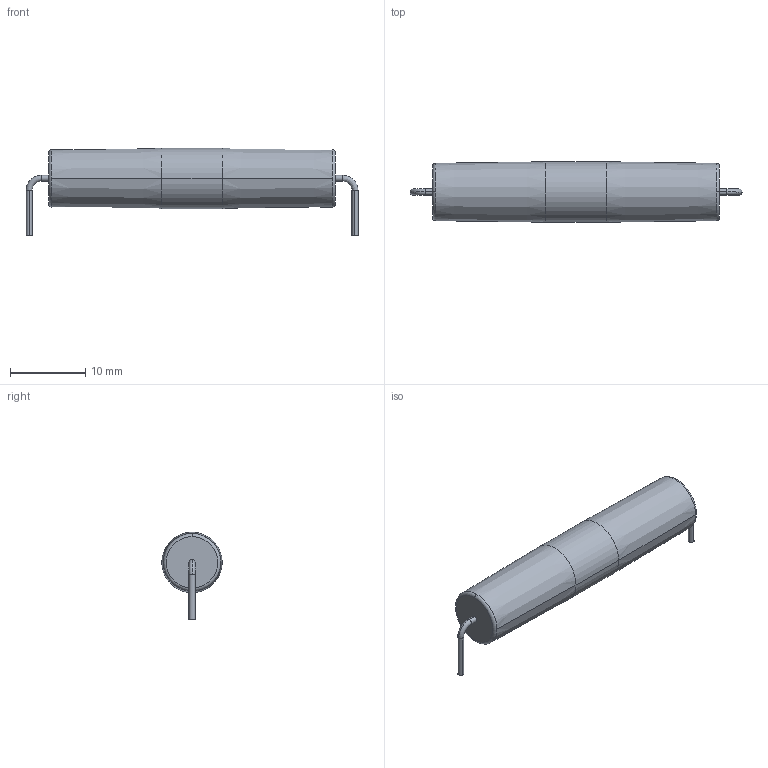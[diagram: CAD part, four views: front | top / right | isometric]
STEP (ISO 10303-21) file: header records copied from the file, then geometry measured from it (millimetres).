
FILE_DESCRIPTION((''),'2;1');
FILE_NAME('RES_WELWYN_W23.stp','2013-12-11T13:52:48',(''),(''),'Mechanical Desktop 2011','Mechanical Desktop 2011',', , ');
FILE_SCHEMA(('AUTOMOTIVE_DESIGN { 1 2 10303 214 1 1 1 1 }'));
Length unit declared in the file: millimetre
Products named in the file (1): Product
Bounding box: 43.98 x 8 x 11.6 mm (x, y, z)
Volume: 1843.9 mm3; surface area: 1068.7 mm2
Topology: 3 solids, 3 shells, 28 faces, 62 edges, 40 vertices
Faces by surface type: cylinder 8, torus 6, plane 5, bspline 5, cone 4
Entity records: 958 total; most frequent: CARTESIAN_POINT 256, DIRECTION 158, ORIENTED_EDGE 124, AXIS2_PLACEMENT_3D 72, EDGE_CURVE 62, CIRCLE 48, VERTEX_POINT 40, EDGE_LOOP 28
